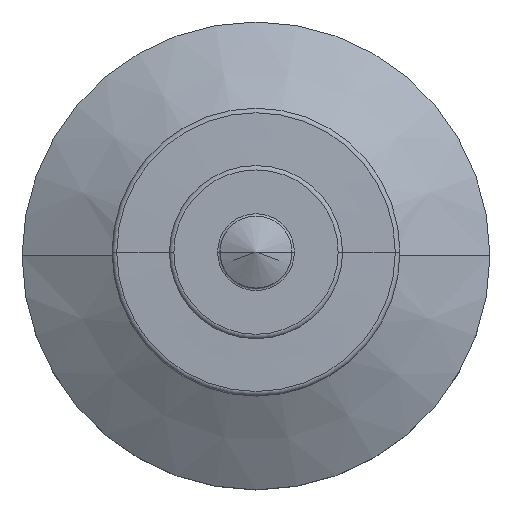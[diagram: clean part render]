
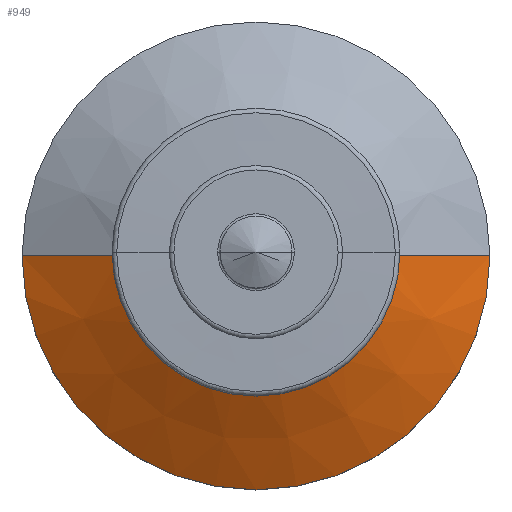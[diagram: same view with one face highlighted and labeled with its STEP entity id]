
A CAD part, top view. The second image highlights one B-rep face of the part: STEP entity #949.
In plain terms, the highlighted conical face has half-angle 60 degrees and reference radius 11.25 mm.
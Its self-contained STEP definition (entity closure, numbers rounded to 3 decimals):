
#47 = CONICAL_SURFACE ( 'NONE', #431, 11.25, 1.047 ) ;
#51 = LINE ( 'NONE', #599, #1419 ) ;
#149 = EDGE_CURVE ( 'NONE', #474, #1102, #191, .T. ) ;
#176 = VECTOR ( 'NONE', #1200, 1000. ) ;
#191 = CIRCLE ( 'NONE', #1654, 11.25 ) ;
#264 = CARTESIAN_POINT ( 'NONE',  ( 11.25, 0., 12.763 ) ) ;
#341 = CARTESIAN_POINT ( 'NONE',  ( 19.5, 0., 8. ) ) ;
#354 = AXIS2_PLACEMENT_3D ( 'NONE', #1575, #1556, #1537 ) ;
#416 = CARTESIAN_POINT ( 'NONE',  ( 0., 0., 12.763 ) ) ;
#431 = AXIS2_PLACEMENT_3D ( 'NONE', #1428, #1676, #1658 ) ;
#474 = VERTEX_POINT ( 'NONE', #1317 ) ;
#493 = ORIENTED_EDGE ( 'NONE', *, *, #149, .F. ) ;
#514 = VERTEX_POINT ( 'NONE', #341 ) ;
#561 = LINE ( 'NONE', #264, #176 ) ;
#599 = CARTESIAN_POINT ( 'NONE',  ( -11.25, 0., 12.763 ) ) ;
#680 = DIRECTION ( 'NONE',  ( 0., 0., 1. ) ) ;
#705 = DIRECTION ( 'NONE',  ( 1., 0., 0. ) ) ;
#713 = DIRECTION ( 'NONE',  ( -0.866, 0., -0.5 ) ) ;
#779 = FACE_OUTER_BOUND ( 'NONE', #898, .T. ) ;
#796 = CARTESIAN_POINT ( 'NONE',  ( 11.25, 0., 12.763 ) ) ;
#845 = ORIENTED_EDGE ( 'NONE', *, *, #1637, .T. ) ;
#898 = EDGE_LOOP ( 'NONE', ( #1514, #493, #845, #1566 ) ) ;
#932 = EDGE_CURVE ( 'NONE', #1474, #514, #1587, .T. ) ;
#949 = ADVANCED_FACE ( 'NONE', ( #779 ), #47, .T. ) ;
#1102 = VERTEX_POINT ( 'NONE', #796 ) ;
#1200 = DIRECTION ( 'NONE',  ( 0.866, 0., -0.5 ) ) ;
#1317 = CARTESIAN_POINT ( 'NONE',  ( -11.25, 0., 12.763 ) ) ;
#1408 = CARTESIAN_POINT ( 'NONE',  ( -19.5, 0., 8. ) ) ;
#1419 = VECTOR ( 'NONE', #713, 1000. ) ;
#1428 = CARTESIAN_POINT ( 'NONE',  ( 0., 0., 12.763 ) ) ;
#1467 = EDGE_CURVE ( 'NONE', #1102, #514, #561, .T. ) ;
#1474 = VERTEX_POINT ( 'NONE', #1408 ) ;
#1514 = ORIENTED_EDGE ( 'NONE', *, *, #1467, .F. ) ;
#1537 = DIRECTION ( 'NONE',  ( 1., 0., 0. ) ) ;
#1556 = DIRECTION ( 'NONE',  ( 0., 0., 1. ) ) ;
#1566 = ORIENTED_EDGE ( 'NONE', *, *, #932, .T. ) ;
#1575 = CARTESIAN_POINT ( 'NONE',  ( 0., 0., 8. ) ) ;
#1587 = CIRCLE ( 'NONE', #354, 19.5 ) ;
#1637 = EDGE_CURVE ( 'NONE', #474, #1474, #51, .T. ) ;
#1654 = AXIS2_PLACEMENT_3D ( 'NONE', #416, #680, #705 ) ;
#1658 = DIRECTION ( 'NONE',  ( -1., 0., 0. ) ) ;
#1676 = DIRECTION ( 'NONE',  ( 0., 0., -1. ) ) ;
